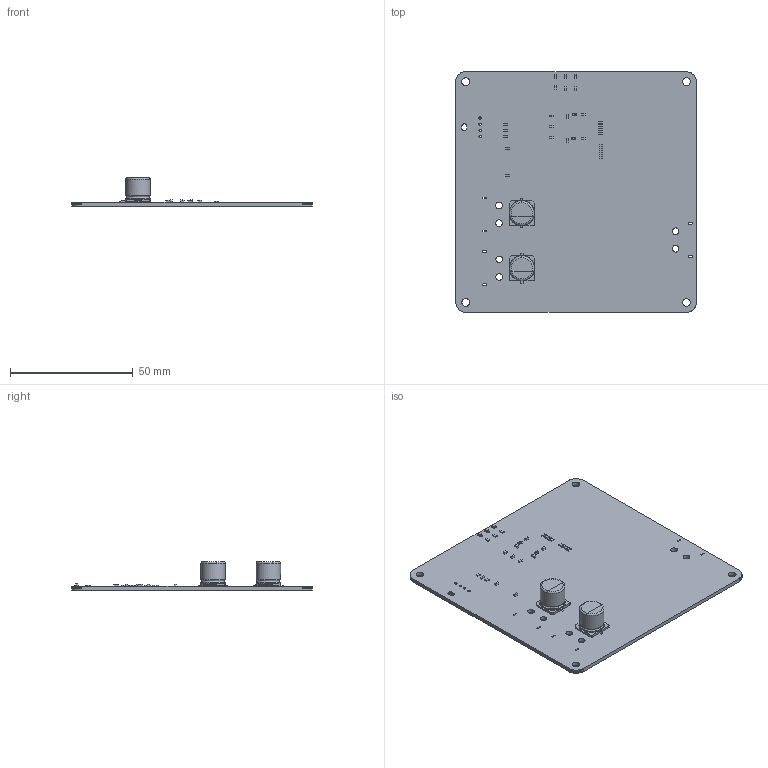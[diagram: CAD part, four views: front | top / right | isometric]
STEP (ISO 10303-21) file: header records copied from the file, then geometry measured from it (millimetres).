
FILE_DESCRIPTION(('KiCad electronic assembly'),'2;1');
FILE_NAME('AltairMD_V7.step','2024-06-19T22:25:17',('Pcbnew'),('Kicad'), 'Open CASCADE STEP processor 7.6','KiCad to STEP converter','Unknown' );
FILE_SCHEMA(('AUTOMOTIVE_DESIGN { 1 0 10303 214 1 1 1 1 }'));
Length unit declared in the file: millimetre
Products named in the file (12): AltairMD_V7 1; CP_Elec_10x10; SOLID; R_0603_1608Metric; D_0603_1608Metric; LED_0603_1608Metric; C_0603_1608Metric; AltairMD_V7 PCB
Assembly tree (36 placements, depth 3):
  AltairMD_V7 1
    CP_Elec_10x10  x2
      SOLID
    R_0603_1608Metric  x14
      SOLID
    D_0603_1608Metric  x2
      SOLID
    LED_0603_1608Metric  x3
      SOLID
    C_0603_1608Metric  x9
      SOLID
    AltairMD_V7 PCB
Bounding box: 98.08 x 98.03 x 11.65 mm (x, y, z)
Volume: 16800.5 mm3; surface area: 21189.8 mm2
Topology: 31 solids, 31 shells, 1164 faces, 3129 edges, 2052 vertices
Faces by surface type: plane 844, cylinder 306, torus 8, bspline 4, revolution 2
Full cylindrical faces by diameter (mm): 0.95 x4, 2.7 x6, 3.2 x4, 10 x4
Entity records: 31738 total; most frequent: CARTESIAN_POINT 6105, DIRECTION 4511, LINE 3280, VECTOR 3280, ORIENTED_EDGE 2384, PCURVE 2384, DEFINITIONAL_REPRESENTATION 2384, EDGE_CURVE 1192
